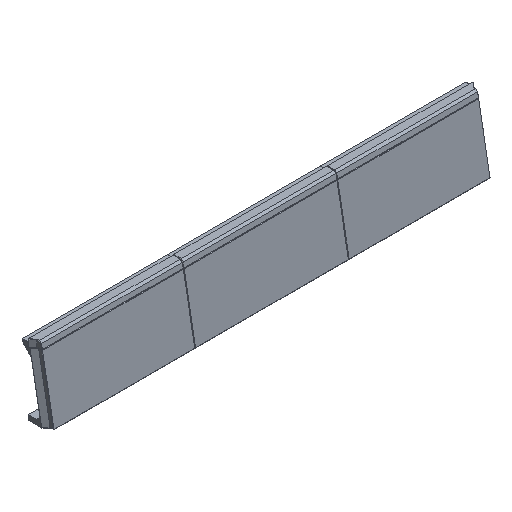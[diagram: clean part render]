
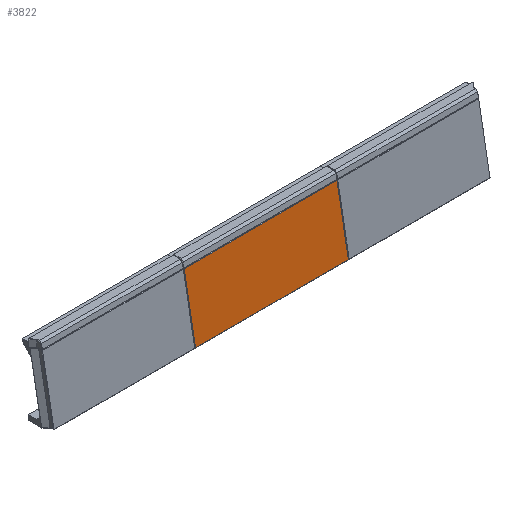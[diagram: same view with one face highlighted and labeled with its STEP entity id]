
A CAD part, isometric view. The second image highlights one B-rep face of the part: STEP entity #3822.
In plain terms, the highlighted planar face has unit normal (0, -0.984, 0.179).
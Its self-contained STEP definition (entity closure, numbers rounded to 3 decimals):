
#424=FACE_OUTER_BOUND('',#678,.T.);
#678=EDGE_LOOP('',(#3278,#3279,#3280,#3281,#3282,#3283,#3284));
#1052=LINE('',#6171,#1485);
#1068=LINE('',#6210,#1501);
#1069=LINE('',#6213,#1502);
#1072=LINE('',#6217,#1505);
#1089=LINE('',#6257,#1522);
#1091=LINE('',#6260,#1524);
#1092=LINE('',#6261,#1525);
#1485=VECTOR('',#5073,10.);
#1501=VECTOR('',#5107,10.);
#1502=VECTOR('',#5110,10.);
#1505=VECTOR('',#5115,10.);
#1522=VECTOR('',#5150,10.);
#1524=VECTOR('',#5154,10.);
#1525=VECTOR('',#5155,10.);
#1836=VERTEX_POINT('',#6163);
#1839=VERTEX_POINT('',#6169);
#1852=VERTEX_POINT('',#6206);
#1853=VERTEX_POINT('',#6208);
#1854=VERTEX_POINT('',#6212);
#1867=VERTEX_POINT('',#6254);
#1868=VERTEX_POINT('',#6256);
#2306=EDGE_CURVE('',#1839,#1836,#1052,.T.);
#2325=EDGE_CURVE('',#1853,#1852,#1068,.T.);
#2326=EDGE_CURVE('',#1854,#1839,#1069,.T.);
#2329=EDGE_CURVE('',#1852,#1854,#1072,.T.);
#2349=EDGE_CURVE('',#1867,#1868,#1089,.T.);
#2351=EDGE_CURVE('',#1836,#1867,#1091,.T.);
#2352=EDGE_CURVE('',#1868,#1853,#1092,.T.);
#3278=ORIENTED_EDGE('',*,*,#2351,.F.);
#3279=ORIENTED_EDGE('',*,*,#2306,.F.);
#3280=ORIENTED_EDGE('',*,*,#2326,.F.);
#3281=ORIENTED_EDGE('',*,*,#2329,.F.);
#3282=ORIENTED_EDGE('',*,*,#2325,.F.);
#3283=ORIENTED_EDGE('',*,*,#2352,.F.);
#3284=ORIENTED_EDGE('',*,*,#2349,.F.);
#3612=PLANE('',#4201);
#3822=ADVANCED_FACE('',(#424),#3612,.F.);
#4201=AXIS2_PLACEMENT_3D('',#6259,#5152,#5153);
#5073=DIRECTION('',(0.,0.179,0.984));
#5107=DIRECTION('',(-0.701,-0.128,-0.701));
#5110=DIRECTION('',(-0.701,0.128,0.701));
#5115=DIRECTION('',(-1.,0.,0.));
#5150=DIRECTION('',(1.,0.,0.));
#5152=DIRECTION('center_axis',(0.,0.984,-0.179));
#5153=DIRECTION('ref_axis',(0.,0.179,0.984));
#5154=DIRECTION('',(0.,0.179,0.984));
#5155=DIRECTION('',(0.,-0.179,-0.984));
#6163=CARTESIAN_POINT('',(-72.58,-249.395,10.087));
#6169=CARTESIAN_POINT('',(-72.58,-250.202,5.648));
#6171=CARTESIAN_POINT('',(-72.58,-249.579,9.073));
#6206=CARTESIAN_POINT('',(72.424,-250.232,5.481));
#6208=CARTESIAN_POINT('',(72.591,-250.202,5.648));
#6210=CARTESIAN_POINT('',(-7.055,-264.683,-73.998));
#6212=CARTESIAN_POINT('',(-72.413,-250.232,5.481));
#6213=CARTESIAN_POINT('',(-126.736,-240.355,59.804));
#6217=CARTESIAN_POINT('',(-146.035,-250.232,5.481));
#6254=CARTESIAN_POINT('',(-72.58,-239.375,65.193));
#6256=CARTESIAN_POINT('',(72.591,-239.375,65.193));
#6257=CARTESIAN_POINT('',(-146.035,-239.375,65.193));
#6259=CARTESIAN_POINT('Origin',(-292.076,-250.122,6.087));
#6260=CARTESIAN_POINT('',(-72.58,-249.579,9.073));
#6261=CARTESIAN_POINT('',(72.591,-245.329,32.449));
